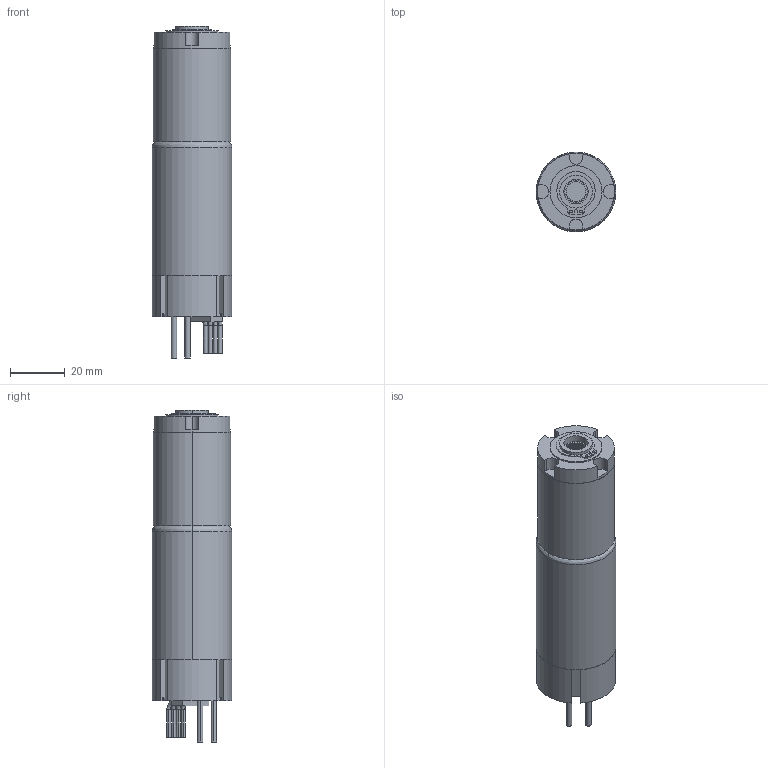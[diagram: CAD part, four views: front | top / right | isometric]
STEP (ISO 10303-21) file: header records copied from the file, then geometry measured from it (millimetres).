
FILE_DESCRIPTION (( 'STEP AP214' ), '1' );
FILE_NAME ('am-4230, JE motor.STEP', '2020-02-10T18:36:47', ( '' ), ( '' ), 'SwSTEP 2.0', 'SolidWorks 2019', '' );
FILE_SCHEMA (( 'AUTOMOTIVE_DESIGN' ));
Length unit declared in the file: inch
Products named in the file (2): am-4230, JE motor
Bounding box: 29.1 x 29.1 x 121.25 mm (x, y, z)
Volume: 65818.7 mm3; surface area: 14250.1 mm2
Topology: 6 solids, 6 shells, 250 faces, 682 edges, 454 vertices
Faces by surface type: plane 124, cylinder 116, bspline 10
Entity records: 8997 total; most frequent: CARTESIAN_POINT 1648, DIRECTION 1414, ORIENTED_EDGE 1364, EDGE_CURVE 682, AXIS2_PLACEMENT_3D 500, VERTEX_POINT 454, LINE 414, VECTOR 414
